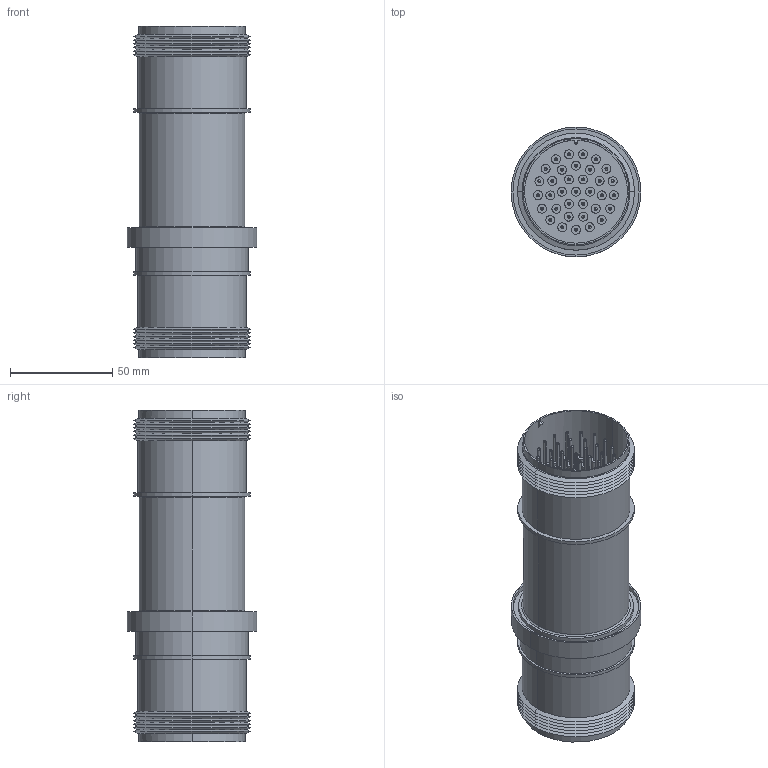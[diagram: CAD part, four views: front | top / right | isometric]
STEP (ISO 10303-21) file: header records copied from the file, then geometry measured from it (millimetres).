
FILE_DESCRIPTION (( 'STEP AP203' ), '1' );
FILE_NAME ('A1091-1-W.STEP', '2013-03-18T13:58:53', ( '' ), ( '' ), 'SwSTEP 2.0', 'SolidWorks 2012', '' );
FILE_SCHEMA (( 'CONFIG_CONTROL_DESIGN' ));
Length unit declared in the file: inch
Products named in the file (1): A1091-1-W
Bounding box: 63.37 x 63.37 x 162.05 mm (x, y, z)
Volume: 79778 mm3; surface area: 119558.2 mm2
Topology: 21 solids, 22 shells, 1432 faces, 3059 edges, 1918 vertices
Faces by surface type: cylinder 748, plane 336, torus 296, cone 52
Entity records: 39914 total; most frequent: DIRECTION 8095, CARTESIAN_POINT 6422, ORIENTED_EDGE 6118, AXIS2_PLACEMENT_3D 3607, EDGE_CURVE 3059, CIRCLE 2174, VERTEX_POINT 1918, EDGE_LOOP 1885
